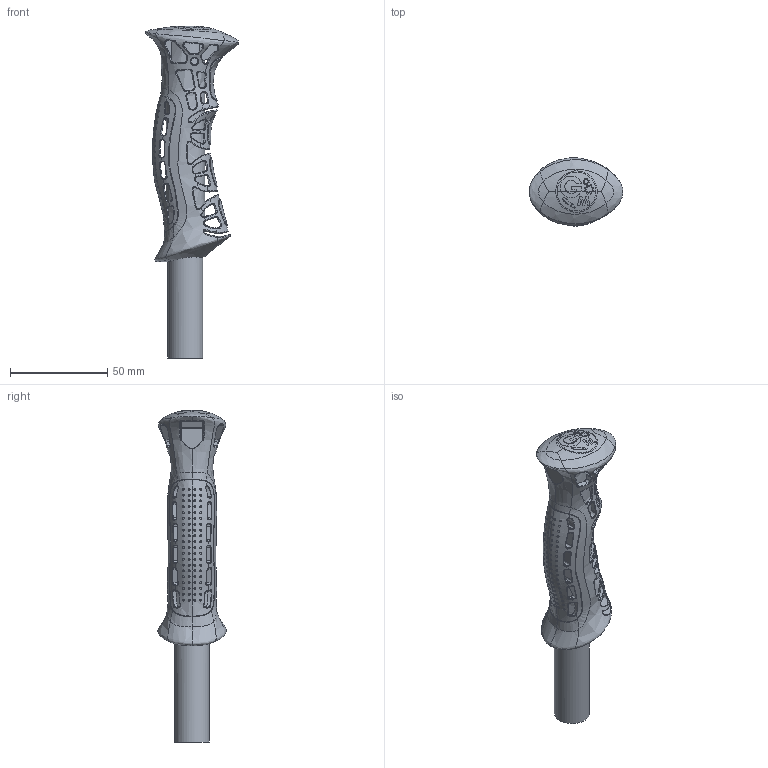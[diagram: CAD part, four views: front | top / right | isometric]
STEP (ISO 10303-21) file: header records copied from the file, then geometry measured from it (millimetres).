
FILE_DESCRIPTION(('FreeCAD Model'),'2;1');
FILE_NAME('Open CASCADE Shape Model','2025-04-29T18:15:51',('FreeCAD'),( 'FreeCAD'),'Open CASCADE STEP processor 7.6','FreeCAD','Unknown');
FILE_SCHEMA(('AUTOMOTIVE_DESIGN { 1 0 10303 214 1 1 1 1 }'));
Products named in the file (1): Open CASCADE STEP translator 7.6 1
Bounding box: 48.17 x 35.16 x 170.76 mm (x, y, z)
Volume: 46766.9 mm3; surface area: 42832.5 mm2
Topology: 2 solids, 2 shells, 739 faces, 1899 edges, 1232 vertices
Faces by surface type: bspline 731, offset 8
Entity records: 92170 total; most frequent: CARTESIAN_POINT 80665, ORIENTED_EDGE 3798, EDGE_CURVE 1899, B_SPLINE_CURVE_WITH_KNOTS 1508, VERTEX_POINT 1232, FACE_BOUND 835, EDGE_LOOP 835, ADVANCED_FACE 739
